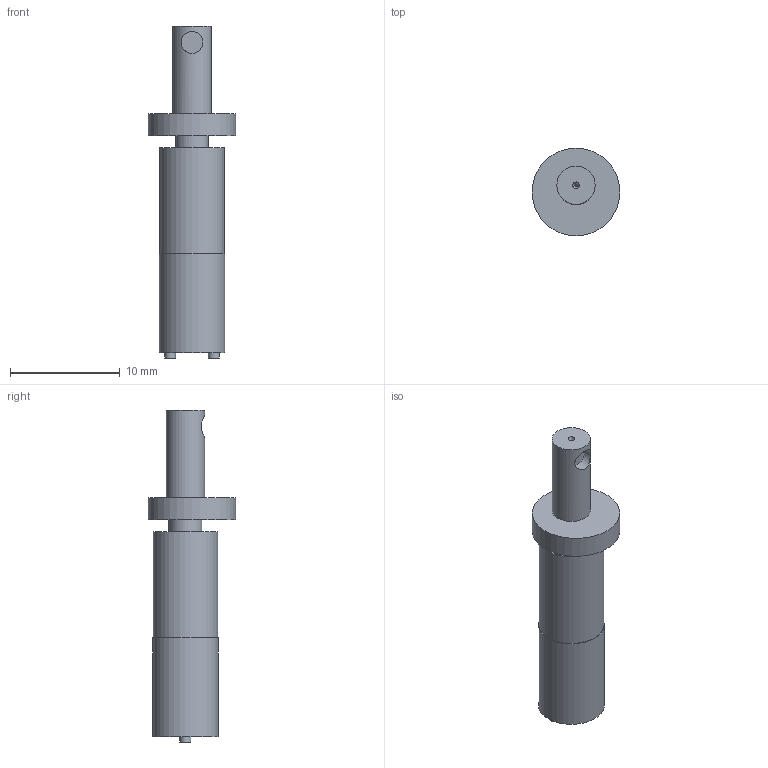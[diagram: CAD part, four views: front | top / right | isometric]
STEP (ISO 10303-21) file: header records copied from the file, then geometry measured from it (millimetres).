
FILE_DESCRIPTION(('Open CASCADE Model'),'2;1');
FILE_NAME('Open CASCADE Shape Model','2025-02-02T23:29:39',('Author'),( 'Open CASCADE'),'Open CASCADE STEP processor 7.7','Open CASCADE 7.7' ,'Unknown');
FILE_SCHEMA(('AUTOMOTIVE_DESIGN { 1 0 10303 214 1 1 1 1 }'));
Length unit declared in the file: millimetre
Products named in the file (1): SOLID
Bounding box: 8 x 8 x 30.3 mm (x, y, z)
Volume: 700.2 mm3; surface area: 660.7 mm2
Topology: 1 solids, 2 shells, 23 faces, 33 edges, 22 vertices
Faces by surface type: plane 13, cylinder 9, cone 1
Full cylindrical faces by diameter (mm): 1 x2, 2 x1, 3 x1, 3.5 x1, 5.9 x1, 6 x1, 8 x1
Entity records: 1224 total; most frequent: CARTESIAN_POINT 443, DIRECTION 158, ORIENTED_EDGE 66, PCURVE 66, DEFINITIONAL_REPRESENTATION 66, LINE 54, VECTOR 54, AXIS2_PLACEMENT_3D 43
